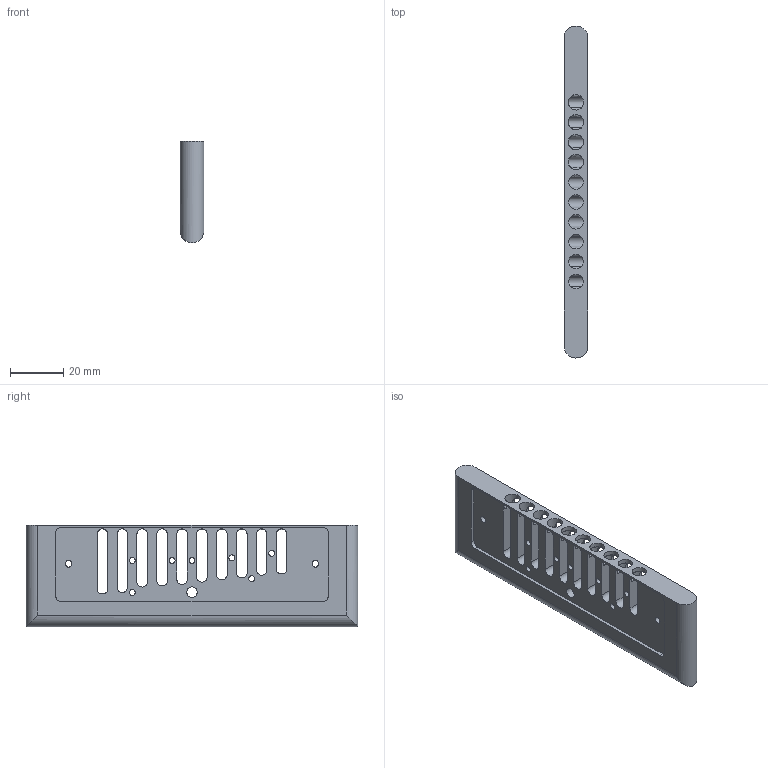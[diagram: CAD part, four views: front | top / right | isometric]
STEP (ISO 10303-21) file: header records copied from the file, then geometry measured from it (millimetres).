
FILE_DESCRIPTION((''),'2;1');
FILE_NAME('harmonica3.stp','2018-01-17T15:45:42',('harribey'),(''),'Autodesk Inventor 2013','Autodesk Inventor 2013','');
FILE_SCHEMA(('AUTOMOTIVE_DESIGN { 1 0 10303 214 1 1 1 1 }'));
Length unit declared in the file: millimetre
Products named in the file (1): harmonica3
Bounding box: 8.9 x 125 x 38.29 mm (x, y, z)
Volume: 27046.8 mm3; surface area: 13927.2 mm2
Topology: 1 solids, 1 shells, 144 faces, 458 edges, 314 vertices
Faces by surface type: cylinder 85, plane 39, bspline 20
Full cylindrical faces by diameter (mm): 2.2 x7, 2.5 x2, 4 x1, 5.5 x6, 5.8 x4
Entity records: 7596 total; most frequent: CARTESIAN_POINT 3683, ORIENTED_EDGE 848, DIRECTION 710, EDGE_CURVE 424, VERTEX_POINT 300, AXIS2_PLACEMENT_3D 265, EDGE_LOOP 222, VECTOR 180
